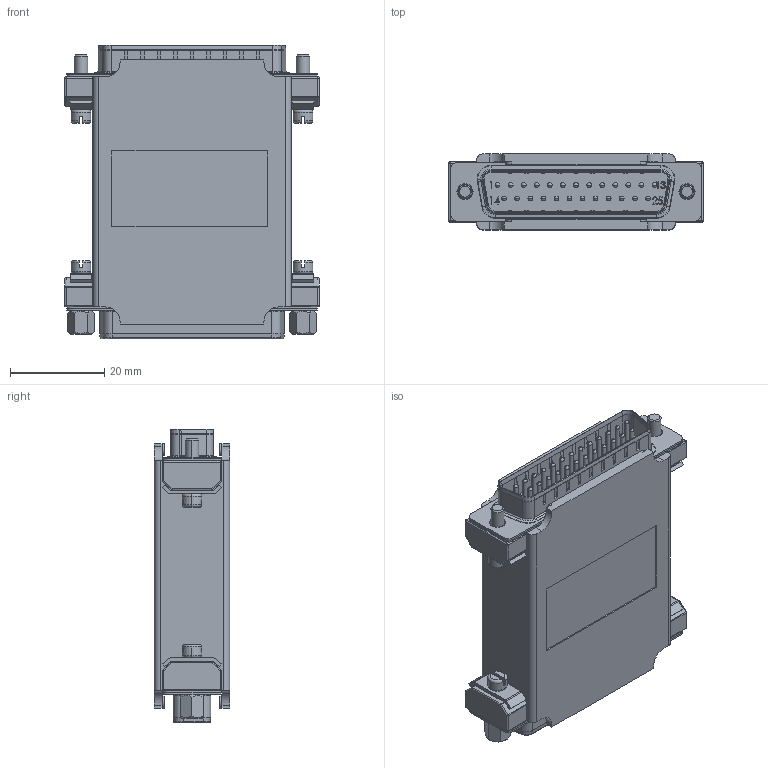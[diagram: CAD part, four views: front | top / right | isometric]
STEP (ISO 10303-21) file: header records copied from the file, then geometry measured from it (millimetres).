
FILE_DESCRIPTION (( 'STEP AP203' ), '1' );
FILE_NAME ('DJB25MF.STEP', '2016-01-15T15:46:13', ( 'x' ), ( '' ), 'SwSTEP 2.0', 'SolidWorks 2014', '' );
FILE_SCHEMA (( 'CONFIG_CONTROL_DESIGN' ));
Length unit declared in the file: inch
Products named in the file (7): DJB25MF-MA1; 1AC02-014___; 1AC02-013___; DJB25MF-MA2; 3AA01-009_3AA01-009-437; SDHS-PROD_DEFAULT; DJB25MF
Assembly tree (13 placements, depth 2):
  DJB25MF
    DJB25MF-MA1
    1AC02-014___
    1AC02-013___
    DJB25MF-MA2  x4
    3AA01-009_3AA01-009-437  x4
    SDHS-PROD_DEFAULT  x2
Bounding box: 53.87 x 16.03 x 62.22 mm (x, y, z)
Volume: 42773.9 mm3; surface area: 20459 mm2
Topology: 14 solids, 14 shells, 1964 faces, 4975 edges, 3177 vertices
Faces by surface type: plane 839, cylinder 755, cone 102, bspline 98, torus 96, sphere 74
Entity records: 63150 total; most frequent: CARTESIAN_POINT 19265, ORIENTED_EDGE 9070, DIRECTION 8597, EDGE_CURVE 4535, AXIS2_PLACEMENT_3D 3084, VERTEX_POINT 2920, VECTOR 2429, LINE 2429
